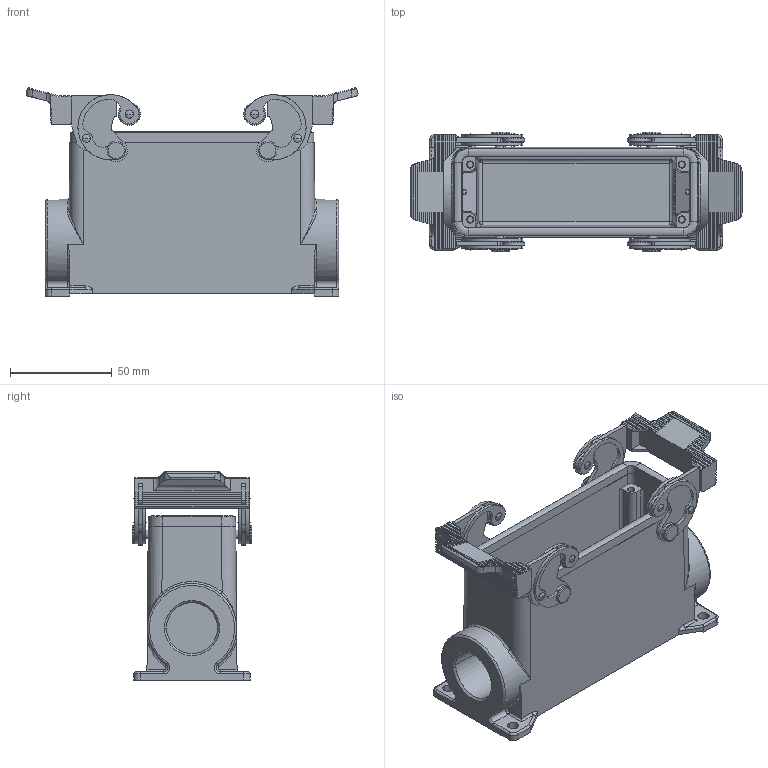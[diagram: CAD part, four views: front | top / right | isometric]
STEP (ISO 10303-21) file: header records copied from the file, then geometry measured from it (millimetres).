
FILE_DESCRIPTION(('Creo Elements/Direct Modeling STEP Export'),'2;1');
FILE_NAME('0ln7uvk5lv5p68u3144','2022-11-30T11:36:50',(''),(''),'Creo Elements/Direct Modeling STEP processor for AP214 (Solid Model)','Creo Elements/Direct Modeling 20.1B 02-Apr-2019 (C) Parametric Technology GmbH','');
FILE_SCHEMA(('AUTOMOTIVE_DESIGN { 1 0 10303 214 1 1 1 1 }'));
Length unit declared in the file: millimetre
Products named in the file (2): MAP 24.25
Assembly tree (1 placements, depth 2):
  MAP 24.25
    MAP 24.25
Bounding box: 163.03 x 58.8 x 102.17 mm (x, y, z)
Volume: 188969 mm3; surface area: 82261.3 mm2
Topology: 1 solids, 1 shells, 933 faces, 2490 edges, 1538 vertices
Faces by surface type: plane 507, cylinder 302, sphere 36, bspline 34, cone 28, torus 26
Entity records: 38535 total; most frequent: CARTESIAN_POINT 9897, ORIENTED_EDGE 4900, DIRECTION 3944, EDGE_CURVE 2450, VERTEX_POINT 1538, AXIS2_PLACEMENT_3D 1319, VECTOR 1306, LINE 1306
